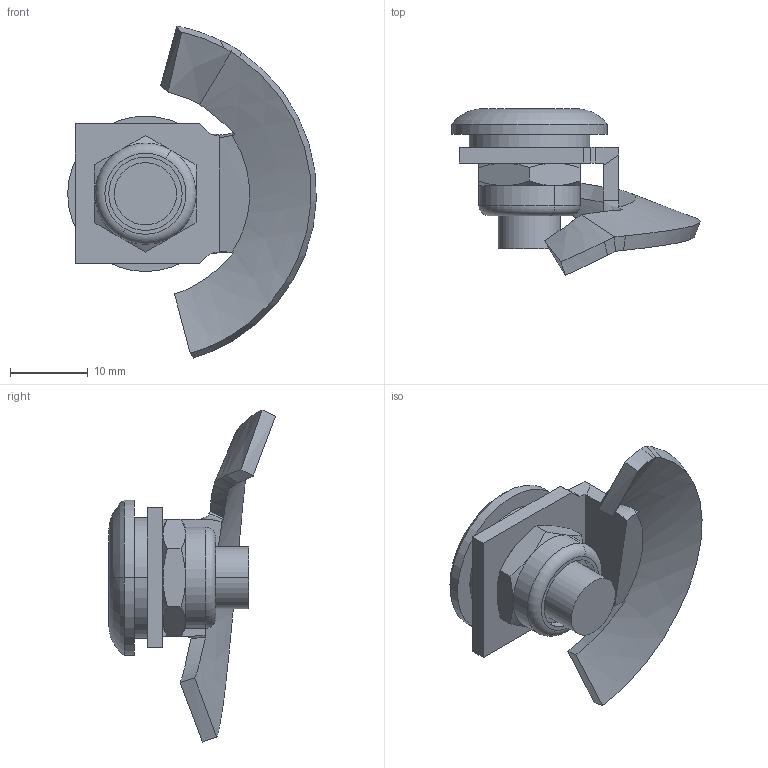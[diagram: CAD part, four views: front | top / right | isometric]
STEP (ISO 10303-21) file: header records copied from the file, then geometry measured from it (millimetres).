
FILE_DESCRIPTION (( 'STEP AP214' ), '1' );
FILE_NAME ('6065018.STEP', '2019-11-20T09:36:27', ( '' ), ( '' ), 'SwSTEP 2.0', 'SolidWorks 2018', '' );
FILE_SCHEMA (( 'AUTOMOTIVE_DESIGN' ));
Length unit declared in the file: millimetre
Products named in the file (4): 020263_DIN EN ISO 10511 - M8 ; 6065018; 099600_Standard; 107589_M8x13 Vierkanth派e 2 F”rung 1,7
Assembly tree (3 placements, depth 2):
  6065018
    099600_Standard
    107589_M8x13 Vierkanth派e 2 F”rung 1,7
    020263_DIN EN ISO 10511 - M8 
Bounding box: 31.97 x 21.46 x 42.69 mm (x, y, z)
Volume: 4139.5 mm3; surface area: 3855.2 mm2
Topology: 3 solids, 3 shells, 109 faces, 280 edges, 179 vertices
Faces by surface type: plane 46, bspline 22, cone 21, cylinder 16, torus 4
Entity records: 5175 total; most frequent: CARTESIAN_POINT 2588, ORIENTED_EDGE 556, DIRECTION 403, EDGE_CURVE 278, VERTEX_POINT 179, AXIS2_PLACEMENT_3D 156, B_SPLINE_CURVE_WITH_KNOTS 120, EDGE_LOOP 117
